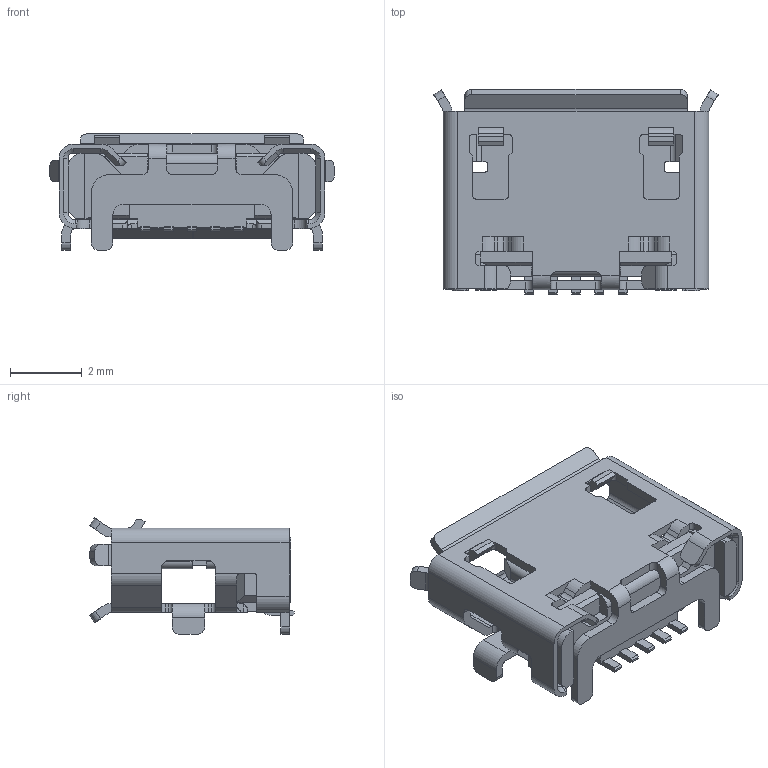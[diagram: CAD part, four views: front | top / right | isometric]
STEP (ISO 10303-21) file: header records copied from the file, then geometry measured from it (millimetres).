
FILE_DESCRIPTION(('CoCreate Modeling STEP Export'),'2;1');
FILE_NAME('2.stp','2018-01-03T17:19:04',(''),(''),'CoCreate Modeling STEP processor for AP214 (Solid Model)','CoCreate Modeling 16.00 13-May-2008 (C) Parametric Technology GmbH','');
FILE_SCHEMA(('AUTOMOTIVE_DESIGN { 1 0 10303 214 1 1 1 1 }'));
Length unit declared in the file: millimetre
Products named in the file (3): HOSING; MOLDING_ASM; molding_asm.stp
Assembly tree (2 placements, depth 3):
  molding_asm.stp
    MOLDING_ASM
      HOSING
Bounding box: 7.92 x 5.7 x 3.23 mm (x, y, z)
Surface area: 264.9 mm2 (no closed solid volume)
Topology: 0 solids, 12 shells, 820 faces, 2331 edges, 1506 vertices
Faces by surface type: plane 561, cylinder 219, bspline 24, cone 16
Entity records: 27396 total; most frequent: CARTESIAN_POINT 6179, ORIENTED_EDGE 4680, DIRECTION 4130, EDGE_CURVE 2331, VECTOR 1718, LINE 1718, VERTEX_POINT 1506, AXIS2_PLACEMENT_3D 1206
